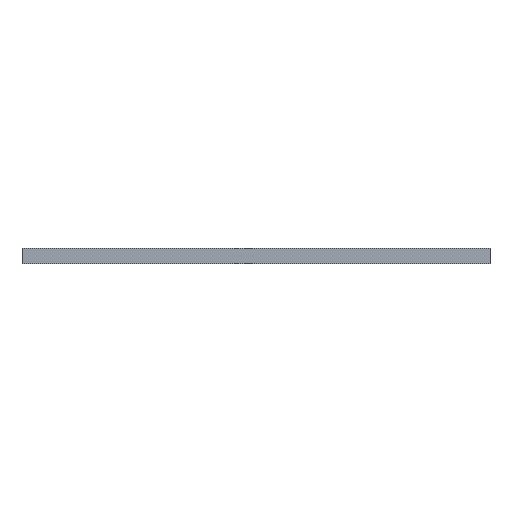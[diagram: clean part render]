
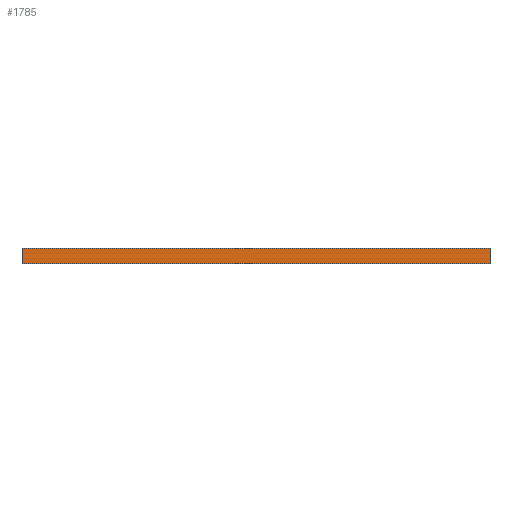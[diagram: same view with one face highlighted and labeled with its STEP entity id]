
A CAD part, left-side view. The second image highlights one B-rep face of the part: STEP entity #1785.
In plain terms, the highlighted planar face has unit normal (-1, 0, 0).
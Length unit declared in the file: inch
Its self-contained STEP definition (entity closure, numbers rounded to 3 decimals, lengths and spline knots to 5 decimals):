
#25 = DIRECTION ( 'NONE',  ( 0., 0., 1. ) ) ;
#358 = EDGE_CURVE ( 'NONE', #5230, #1188, #5015, .T. ) ;
#559 = CARTESIAN_POINT ( 'NONE',  ( -0.88583, -0.71867, -0.02953 ) ) ;
#897 = DIRECTION ( 'NONE',  ( 0., -1., 0. ) ) ;
#1006 = ORIENTED_EDGE ( 'NONE', *, *, #2748, .T. ) ;
#1135 = DIRECTION ( 'NONE',  ( 0., 0., -1. ) ) ;
#1188 = VERTEX_POINT ( 'NONE', #4231 ) ;
#1394 = CARTESIAN_POINT ( 'NONE',  ( -0.88583, 0.16716, -0.02953 ) ) ;
#1407 = EDGE_CURVE ( 'NONE', #9308, #6089, #5467, .T. ) ;
#1785 = ADVANCED_FACE ( 'NONE', ( #7947 ), #6003, .T. ) ;
#1885 = CARTESIAN_POINT ( 'NONE',  ( -0.88583, 1.05298, 0.02953 ) ) ;
#2748 = EDGE_CURVE ( 'NONE', #9308, #5230, #9385, .T. ) ;
#3612 = VECTOR ( 'NONE', #1135, 39.37008 ) ;
#3689 = CARTESIAN_POINT ( 'NONE',  ( -0.88583, 1.05298, -0.02953 ) ) ;
#3836 = EDGE_LOOP ( 'NONE', ( #6925, #6252, #7881, #1006 ) ) ;
#4231 = CARTESIAN_POINT ( 'NONE',  ( -0.88583, 1.05298, 0.02953 ) ) ;
#4257 = DIRECTION ( 'NONE',  ( 0., 1., 0. ) ) ;
#4263 = AXIS2_PLACEMENT_3D ( 'NONE', #5151, #5254, #897 ) ;
#4643 = CARTESIAN_POINT ( 'NONE',  ( -0.88583, 1.05298, 0. ) ) ;
#4827 = CARTESIAN_POINT ( 'NONE',  ( -0.88583, -0.71867, 0.02953 ) ) ;
#5015 = LINE ( 'NONE', #1885, #5609 ) ;
#5073 = LINE ( 'NONE', #4643, #3612 ) ;
#5151 = CARTESIAN_POINT ( 'NONE',  ( -0.88583, 1.05298, 0. ) ) ;
#5230 = VERTEX_POINT ( 'NONE', #4827 ) ;
#5254 = DIRECTION ( 'NONE',  ( -1., 0., 0. ) ) ;
#5467 = LINE ( 'NONE', #1394, #9094 ) ;
#5609 = VECTOR ( 'NONE', #9010, 39.37008 ) ;
#5871 = CARTESIAN_POINT ( 'NONE',  ( -0.88583, -0.71867, 0. ) ) ;
#6003 = PLANE ( 'NONE',  #4263 ) ;
#6089 = VERTEX_POINT ( 'NONE', #3689 ) ;
#6252 = ORIENTED_EDGE ( 'NONE', *, *, #6787, .T. ) ;
#6787 = EDGE_CURVE ( 'NONE', #1188, #6089, #5073, .T. ) ;
#6925 = ORIENTED_EDGE ( 'NONE', *, *, #358, .T. ) ;
#7124 = VECTOR ( 'NONE', #25, 39.37008 ) ;
#7881 = ORIENTED_EDGE ( 'NONE', *, *, #1407, .F. ) ;
#7947 = FACE_OUTER_BOUND ( 'NONE', #3836, .T. ) ;
#9010 = DIRECTION ( 'NONE',  ( 0., 1., 0. ) ) ;
#9094 = VECTOR ( 'NONE', #4257, 39.37008 ) ;
#9308 = VERTEX_POINT ( 'NONE', #559 ) ;
#9385 = LINE ( 'NONE', #5871, #7124 ) ;
